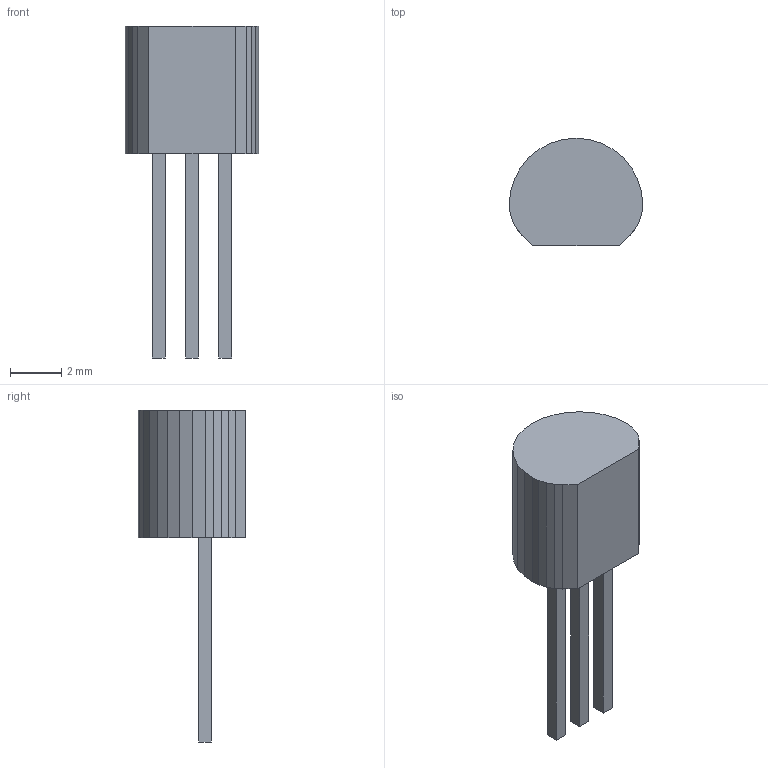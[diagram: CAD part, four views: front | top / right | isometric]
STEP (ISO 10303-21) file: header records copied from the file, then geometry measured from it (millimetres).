
FILE_DESCRIPTION (( 'STEP AP214' ), '1' );
FILE_NAME ('User Library-TO-92_Str.STEP', '2017-03-26T18:37:41', ( 'Windows User' ), ( '' ), 'SwSTEP 2.0', 'SolidWorks 2017', '' );
FILE_SCHEMA (( 'AUTOMOTIVE_DESIGN' ));
Length unit declared in the file: millimetre
Products named in the file (8): User Library-TO-92_Str_Free-Models; User Library-TO-92_Str_577959568; User Library-TO-92_Str_Extruded_2; User Library-TO-92_Str_BODY; User Library-TO-92_Str_Open_CASCADE_STEP_translator_6.2_1.1; User Library-TO-92_Str_547225856; User Library-TO-92_Str_Extruded; User Library-TO-92_Str
Assembly tree (9 placements, depth 6):
  User Library-TO-92_Str
    User Library-TO-92_Str_Free-Models
      User Library-TO-92_Str_BODY
        User Library-TO-92_Str_Open_CASCADE_STEP_translator_6.2_1.1
          User Library-TO-92_Str_547225856
            User Library-TO-92_Str_Extruded
      User Library-TO-92_Str_577959568  x3
        User Library-TO-92_Str_Extruded_2
Bounding box: 5.23 x 4.2 x 13 mm (x, y, z)
Volume: 96 mm3; surface area: 162.6 mm2
Topology: 4 solids, 4 shells, 51 faces, 129 edges, 86 vertices
Faces by surface type: plane 51
Entity records: 1884 total; most frequent: CARTESIAN_POINT 231, DIRECTION 217, ORIENTED_EDGE 210, EDGE_CURVE 105, LINE 105, VECTOR 105, VERTEX_POINT 70, AXIS2_PLACEMENT_3D 56
